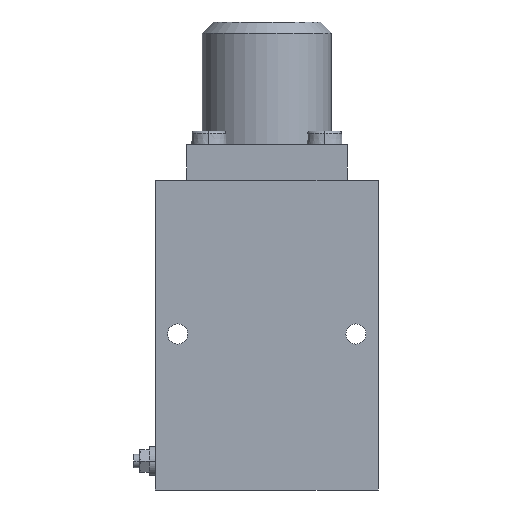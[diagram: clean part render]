
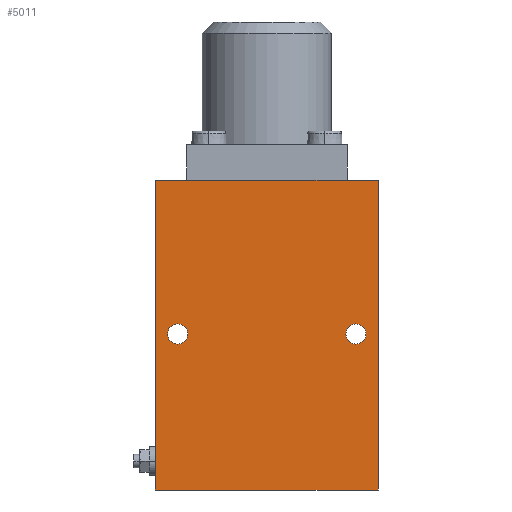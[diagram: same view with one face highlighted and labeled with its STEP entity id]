
A CAD part, left-side view. The second image highlights one B-rep face of the part: STEP entity #5011.
In plain terms, the highlighted planar face has unit normal (-1, 0, 0).
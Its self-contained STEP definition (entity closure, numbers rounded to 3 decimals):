
#19 = EDGE_CURVE ( 'NONE', #819, #821, #6213, .T. ) ;
#93 = EDGE_CURVE ( 'NONE', #777, #779, #6092, .T. ) ;
#120 = EDGE_CURVE ( 'NONE', #845, #770, #6048, .T. ) ;
#175 = EDGE_CURVE ( 'NONE', #779, #777, #4719, .T. ) ;
#770 = VERTEX_POINT ( 'NONE', #3460 ) ;
#777 = VERTEX_POINT ( 'NONE', #3450 ) ;
#779 = VERTEX_POINT ( 'NONE', #3447 ) ;
#819 = VERTEX_POINT ( 'NONE', #3359 ) ;
#821 = VERTEX_POINT ( 'NONE', #3353 ) ;
#835 = VERTEX_POINT ( 'NONE', #3321 ) ;
#845 = VERTEX_POINT ( 'NONE', #3293 ) ;
#1227 = DIRECTION ( 'NONE',  ( 0., 0., -1. ) ) ;
#1229 = CARTESIAN_POINT ( 'NONE',  ( -41., -50., 139. ) ) ;
#1243 = DIRECTION ( 'NONE',  ( 0., -1., 0. ) ) ;
#1244 = CARTESIAN_POINT ( 'NONE',  ( -41., 50., 0. ) ) ;
#2316 = AXIS2_PLACEMENT_3D ( 'NONE', #6763, #6755, #6758 ) ;
#2402 = FACE_BOUND ( 'NONE', #3198, .T. ) ;
#2405 = FACE_OUTER_BOUND ( 'NONE', #3159, .T. ) ;
#2407 = FACE_BOUND ( 'NONE', #3148, .T. ) ;
#2524 = CIRCLE ( 'NONE', #5880, 4.5 ) ;
#2635 = VECTOR ( 'NONE', #1227, 1000. ) ;
#2638 = LINE ( 'NONE', #1229, #2635 ) ;
#2683 = EDGE_CURVE ( 'NONE', #819, #835, #4764, .T. ) ;
#2721 = EDGE_CURVE ( 'NONE', #835, #2932, #4779, .T. ) ;
#2728 = EDGE_CURVE ( 'NONE', #821, #2932, #2638, .T. ) ;
#2808 = EDGE_CURVE ( 'NONE', #770, #845, #2524, .T. ) ;
#2932 = VERTEX_POINT ( 'NONE', #6303 ) ;
#3148 = EDGE_LOOP ( 'NONE', ( #4513, #4522 ) ) ;
#3159 = EDGE_LOOP ( 'NONE', ( #4483, #4521, #4493, #4516 ) ) ;
#3198 = EDGE_LOOP ( 'NONE', ( #4504, #4519 ) ) ;
#3293 = CARTESIAN_POINT ( 'NONE',  ( -41., 40., 74.5 ) ) ;
#3321 = CARTESIAN_POINT ( 'NONE',  ( -41., 50., 0. ) ) ;
#3353 = CARTESIAN_POINT ( 'NONE',  ( -41., -50., 139. ) ) ;
#3359 = CARTESIAN_POINT ( 'NONE',  ( -41., 50., 139. ) ) ;
#3447 = CARTESIAN_POINT ( 'NONE',  ( -41., -40., 65.5 ) ) ;
#3450 = CARTESIAN_POINT ( 'NONE',  ( -41., -40., 74.5 ) ) ;
#3460 = CARTESIAN_POINT ( 'NONE',  ( -41., 40., 65.5 ) ) ;
#3788 = DIRECTION ( 'NONE',  ( 0., 0., -1. ) ) ;
#3790 = DIRECTION ( 'NONE',  ( 1., 0., 0. ) ) ;
#3792 = CARTESIAN_POINT ( 'NONE',  ( -41., -40., 70. ) ) ;
#3982 = DIRECTION ( 'NONE',  ( 0., 0., -1. ) ) ;
#3983 = DIRECTION ( 'NONE',  ( 1., 0., 0. ) ) ;
#3986 = CARTESIAN_POINT ( 'NONE',  ( -41., 40., 70. ) ) ;
#4077 = DIRECTION ( 'NONE',  ( 0., 0., -1. ) ) ;
#4078 = DIRECTION ( 'NONE',  ( 1., 0., 0. ) ) ;
#4079 = CARTESIAN_POINT ( 'NONE',  ( -41., -40., 70. ) ) ;
#4483 = ORIENTED_EDGE ( 'NONE', *, *, #2721, .T. ) ;
#4493 = ORIENTED_EDGE ( 'NONE', *, *, #19, .F. ) ;
#4504 = ORIENTED_EDGE ( 'NONE', *, *, #2808, .T. ) ;
#4513 = ORIENTED_EDGE ( 'NONE', *, *, #175, .T. ) ;
#4516 = ORIENTED_EDGE ( 'NONE', *, *, #2683, .T. ) ;
#4519 = ORIENTED_EDGE ( 'NONE', *, *, #120, .T. ) ;
#4521 = ORIENTED_EDGE ( 'NONE', *, *, #2728, .F. ) ;
#4522 = ORIENTED_EDGE ( 'NONE', *, *, #93, .T. ) ;
#4719 = CIRCLE ( 'NONE', #5839, 4.5 ) ;
#4741 = VECTOR ( 'NONE', #5632, 1000. ) ;
#4764 = LINE ( 'NONE', #5636, #4741 ) ;
#4773 = VECTOR ( 'NONE', #1243, 1000. ) ;
#4779 = LINE ( 'NONE', #1244, #4773 ) ;
#5011 = ADVANCED_FACE ( 'NONE', ( #2402, #2407, #2405 ), #6754, .F. ) ;
#5632 = DIRECTION ( 'NONE',  ( 0., 0., -1. ) ) ;
#5636 = CARTESIAN_POINT ( 'NONE',  ( -41., 50., 139. ) ) ;
#5812 = AXIS2_PLACEMENT_3D ( 'NONE', #3986, #3983, #3982 ) ;
#5830 = AXIS2_PLACEMENT_3D ( 'NONE', #4079, #4078, #4077 ) ;
#5839 = AXIS2_PLACEMENT_3D ( 'NONE', #3792, #3790, #3788 ) ;
#5880 = AXIS2_PLACEMENT_3D ( 'NONE', #6408, #6407, #6406 ) ;
#6048 = CIRCLE ( 'NONE', #5812, 4.5 ) ;
#6092 = CIRCLE ( 'NONE', #5830, 4.5 ) ;
#6208 = VECTOR ( 'NONE', #6912, 1000. ) ;
#6213 = LINE ( 'NONE', #7005, #6208 ) ;
#6303 = CARTESIAN_POINT ( 'NONE',  ( -41., -50., 0. ) ) ;
#6406 = DIRECTION ( 'NONE',  ( 0., 0., -1. ) ) ;
#6407 = DIRECTION ( 'NONE',  ( 1., 0., 0. ) ) ;
#6408 = CARTESIAN_POINT ( 'NONE',  ( -41., 40., 70. ) ) ;
#6754 = PLANE ( 'NONE',  #2316 ) ;
#6755 = DIRECTION ( 'NONE',  ( 1., 0., 0. ) ) ;
#6758 = DIRECTION ( 'NONE',  ( 0., 1., 0. ) ) ;
#6763 = CARTESIAN_POINT ( 'NONE',  ( -41., 50., 139. ) ) ;
#6912 = DIRECTION ( 'NONE',  ( 0., -1., 0. ) ) ;
#7005 = CARTESIAN_POINT ( 'NONE',  ( -41., 50., 139. ) ) ;
